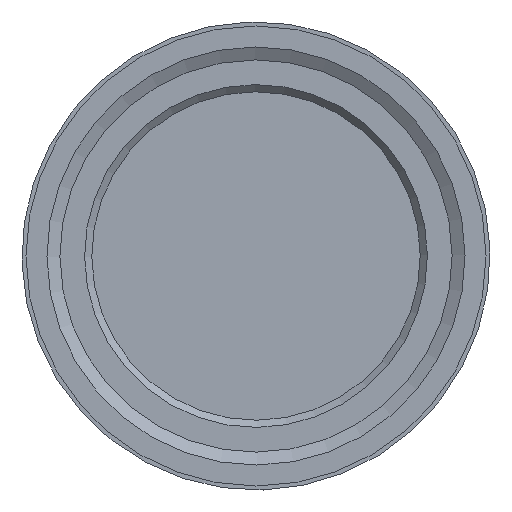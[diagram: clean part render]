
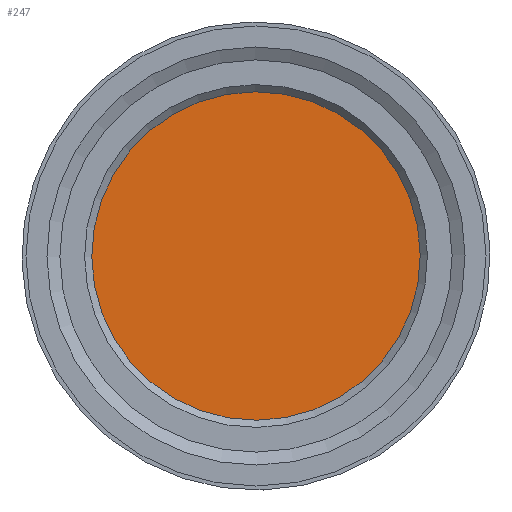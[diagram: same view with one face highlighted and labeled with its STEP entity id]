
A CAD part, left-side view. The second image highlights one B-rep face of the part: STEP entity #247.
In plain terms, the highlighted planar face has unit normal (-1, 0, 0).
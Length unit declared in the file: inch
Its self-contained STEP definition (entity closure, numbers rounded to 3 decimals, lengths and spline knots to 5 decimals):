
#15 = CARTESIAN_POINT ( 'NONE',  ( -50.23748, -4.4255, 0. ) ) ;
#16 = DIRECTION ( 'NONE',  ( -1., 0., 0. ) ) ;
#17 = DIRECTION ( 'NONE',  ( 0., -1., 0.004 ) ) ;
#40 = CARTESIAN_POINT ( 'NONE',  ( -50.23748, -4.4255, 0. ) ) ;
#41 = PLANE ( 'NONE',  #717 ) ;
#43 = DIRECTION ( 'NONE',  ( -1., 0., 0. ) ) ;
#135 = CIRCLE ( 'NONE', #770, 1.435 ) ;
#205 = VERTEX_POINT ( 'NONE', #343 ) ;
#247 = ADVANCED_FACE ( 'NONE', ( #438 ), #41, .T. ) ;
#343 = CARTESIAN_POINT ( 'NONE',  ( -50.23748, -5.86048, 0.00612 ) ) ;
#365 = ORIENTED_EDGE ( 'NONE', *, *, #699, .T. ) ;
#438 = FACE_OUTER_BOUND ( 'NONE', #654, .T. ) ;
#571 = DIRECTION ( 'NONE',  ( 0., 0., 1. ) ) ;
#654 = EDGE_LOOP ( 'NONE', ( #365 ) ) ;
#699 = EDGE_CURVE ( 'NONE', #205, #205, #135, .T. ) ;
#717 = AXIS2_PLACEMENT_3D ( 'NONE', #40, #43, #571 ) ;
#770 = AXIS2_PLACEMENT_3D ( 'NONE', #15, #16, #17 ) ;
